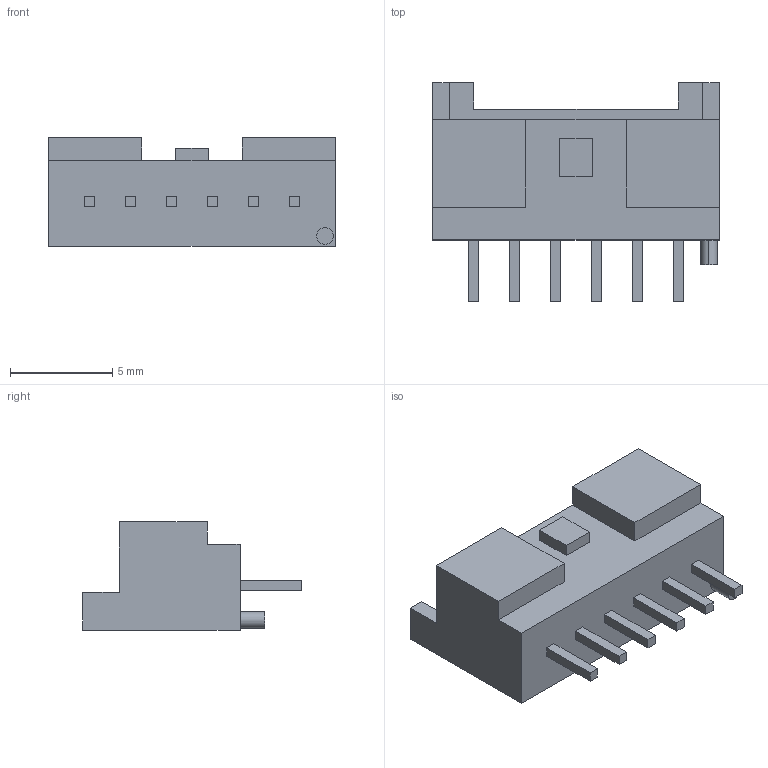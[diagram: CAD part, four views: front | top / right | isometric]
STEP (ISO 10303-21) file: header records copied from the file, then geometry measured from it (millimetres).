
FILE_DESCRIPTION(('CATIA V5 STEP Exchange'),'2;1');
FILE_NAME('B06B-PASK-1.stp','2020-06-12T14:34:09+00:00',('none'),('none'),'CATIA Version 5 Release 17 (IN-10)','CATIA V5 STEP AP214','none');
FILE_SCHEMA(('AUTOMOTIVE_DESIGN { 1 0 10303 214 1 1 1 1 }'));
Length unit declared in the file: millimetre
Products named in the file (1): B06B-PASK-1
Bounding box: 14 x 10.7 x 5.3 mm (x, y, z)
Volume: 280.5 mm3; surface area: 610.6 mm2
Topology: 1 solids, 1 shells, 92 faces, 228 edges, 152 vertices
Faces by surface type: plane 90, cylinder 2
Entity records: 2949 total; most frequent: CARTESIAN_POINT 507, ORIENTED_EDGE 456, DIRECTION 410, EDGE_CURVE 228, VECTOR 224, LINE 224, VERTEX_POINT 152, EDGE_LOOP 106
